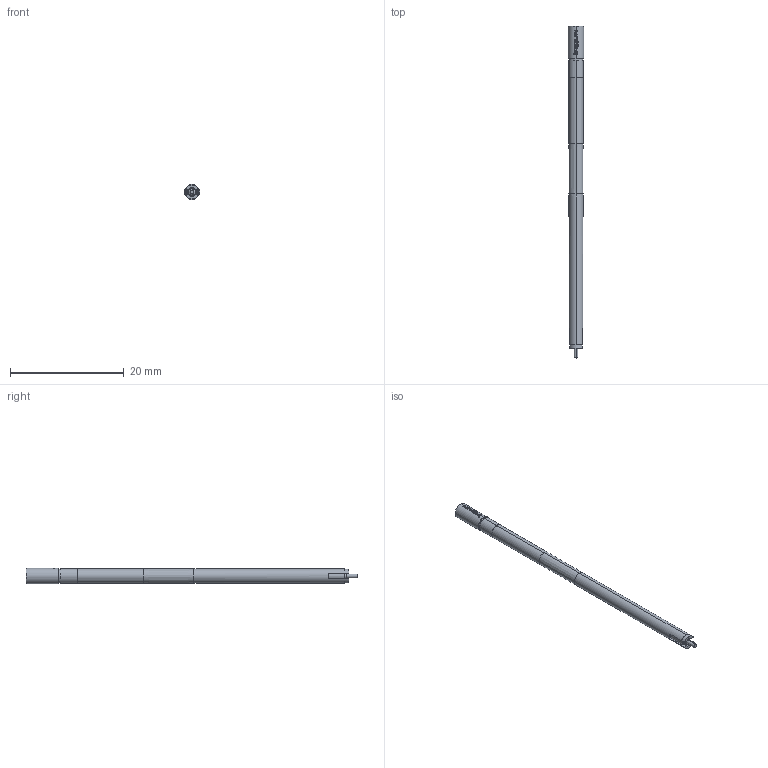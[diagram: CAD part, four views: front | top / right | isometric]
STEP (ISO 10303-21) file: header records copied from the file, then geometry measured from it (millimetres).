
FILE_DESCRIPTION (( 'STEP AP203' ), '1' );
FILE_NAME ('INGUN_KS-VF3_44_SC26-R.STEP', '2022-02-09T05:38:13', ( 'ochi' ), ( '' ), 'SwSTEP 2.0', 'SolidWorks 2018', '' );
FILE_SCHEMA (( 'CONFIG_CONTROL_DESIGN' ));
Length unit declared in the file: millimetre
Products named in the file (1): INGUN_KS-VF3_44_SC26-R
Bounding box: 2.7 x 58.3 x 2.7 mm (x, y, z)
Volume: 276 mm3; surface area: 481.3 mm2
Topology: 1 solids, 1 shells, 133 faces, 347 edges, 220 vertices
Faces by surface type: plane 73, cylinder 34, bspline 22, torus 2, cone 2
Entity records: 4428 total; most frequent: CARTESIAN_POINT 1221, ORIENTED_EDGE 694, DIRECTION 605, EDGE_CURVE 347, AXIS2_PLACEMENT_3D 232, VERTEX_POINT 220, LINE 141, VECTOR 141
